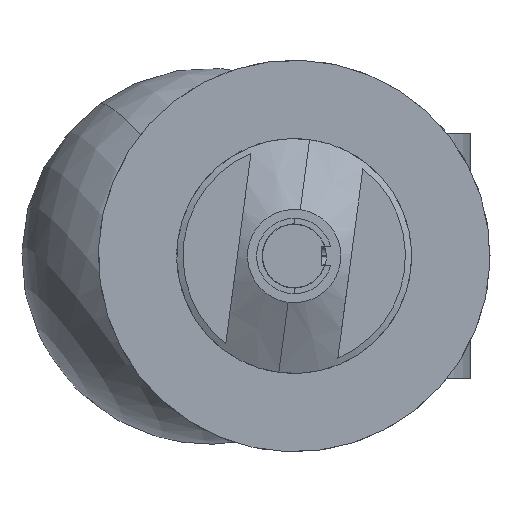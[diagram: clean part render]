
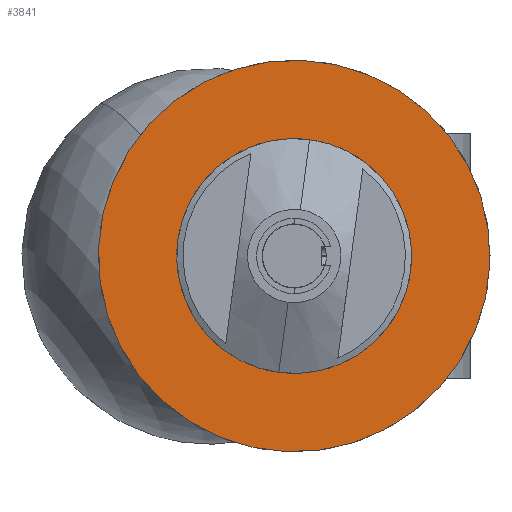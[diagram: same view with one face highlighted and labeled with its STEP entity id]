
A CAD part, left-side view. The second image highlights one B-rep face of the part: STEP entity #3841.
In plain terms, the highlighted planar face has unit normal (-1, 0, 0).
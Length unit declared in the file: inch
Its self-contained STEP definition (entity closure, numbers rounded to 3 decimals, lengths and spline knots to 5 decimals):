
#479 = CIRCLE ( 'NONE', #9623, 0.39 ) ;
#1077 = ORIENTED_EDGE ( 'NONE', *, *, #12479, .T. ) ;
#1165 = CARTESIAN_POINT ( 'NONE',  ( -0.3315, -0.36045, -0.14892 ) ) ;
#1445 = CIRCLE ( 'NONE', #6129, 0.39 ) ;
#1556 = CIRCLE ( 'NONE', #13394, 0.65 ) ;
#2158 = CARTESIAN_POINT ( 'NONE',  ( -0.3315, 0.36045, 0.14892 ) ) ;
#2574 = CARTESIAN_POINT ( 'NONE',  ( -0.3315, -0.2482, 0.60075 ) ) ;
#2663 = AXIS2_PLACEMENT_3D ( 'NONE', #2574, #5163, #6152 ) ;
#2895 = EDGE_CURVE ( 'NONE', #7543, #11592, #1556, .T. ) ;
#2949 = VERTEX_POINT ( 'NONE', #1165 ) ;
#3622 = ORIENTED_EDGE ( 'NONE', *, *, #2895, .T. ) ;
#3841 = ADVANCED_FACE ( 'NONE', ( #11015, #4752 ), #5954, .F. ) ;
#4319 = EDGE_LOOP ( 'NONE', ( #4381, #9383 ) ) ;
#4381 = ORIENTED_EDGE ( 'NONE', *, *, #12015, .F. ) ;
#4752 = FACE_OUTER_BOUND ( 'NONE', #12085, .T. ) ;
#4994 = DIRECTION ( 'NONE',  ( 0., -0.924, -0.382 ) ) ;
#5024 = AXIS2_PLACEMENT_3D ( 'NONE', #13730, #11663, #8455 ) ;
#5073 = CARTESIAN_POINT ( 'NONE',  ( -0.3315, 0., 0. ) ) ;
#5163 = DIRECTION ( 'NONE',  ( 1., 0., 0. ) ) ;
#5704 = CIRCLE ( 'NONE', #5024, 0.65 ) ;
#5818 = CARTESIAN_POINT ( 'NONE',  ( -0.3315, -0.60075, -0.2482 ) ) ;
#5954 = PLANE ( 'NONE',  #2663 ) ;
#6006 = DIRECTION ( 'NONE',  ( -1., 0., 0. ) ) ;
#6129 = AXIS2_PLACEMENT_3D ( 'NONE', #9214, #6006, #7210 ) ;
#6152 = DIRECTION ( 'NONE',  ( 0., 0.924, 0.382 ) ) ;
#7210 = DIRECTION ( 'NONE',  ( 0., -0.924, -0.382 ) ) ;
#7543 = VERTEX_POINT ( 'NONE', #12469 ) ;
#8455 = DIRECTION ( 'NONE',  ( 0., -0.924, -0.382 ) ) ;
#8691 = VERTEX_POINT ( 'NONE', #2158 ) ;
#9214 = CARTESIAN_POINT ( 'NONE',  ( -0.3315, 0., 0. ) ) ;
#9383 = ORIENTED_EDGE ( 'NONE', *, *, #10665, .F. ) ;
#9623 = AXIS2_PLACEMENT_3D ( 'NONE', #5073, #13618, #10317 ) ;
#10317 = DIRECTION ( 'NONE',  ( 0., -0.924, -0.382 ) ) ;
#10371 = DIRECTION ( 'NONE',  ( -1., 0., 0. ) ) ;
#10665 = EDGE_CURVE ( 'NONE', #8691, #2949, #479, .T. ) ;
#11015 = FACE_BOUND ( 'NONE', #4319, .T. ) ;
#11405 = CARTESIAN_POINT ( 'NONE',  ( -0.3315, 0., 0. ) ) ;
#11592 = VERTEX_POINT ( 'NONE', #5818 ) ;
#11663 = DIRECTION ( 'NONE',  ( -1., 0., 0. ) ) ;
#12015 = EDGE_CURVE ( 'NONE', #2949, #8691, #1445, .T. ) ;
#12085 = EDGE_LOOP ( 'NONE', ( #1077, #3622 ) ) ;
#12469 = CARTESIAN_POINT ( 'NONE',  ( -0.3315, 0.60075, 0.2482 ) ) ;
#12479 = EDGE_CURVE ( 'NONE', #11592, #7543, #5704, .T. ) ;
#13394 = AXIS2_PLACEMENT_3D ( 'NONE', #11405, #10371, #4994 ) ;
#13618 = DIRECTION ( 'NONE',  ( -1., 0., 0. ) ) ;
#13730 = CARTESIAN_POINT ( 'NONE',  ( -0.3315, 0., 0. ) ) ;
